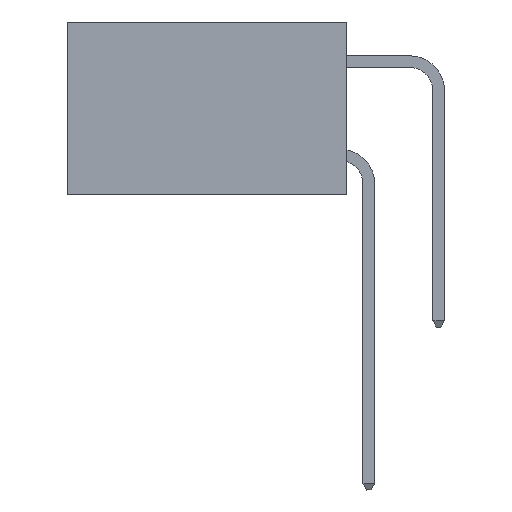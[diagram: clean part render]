
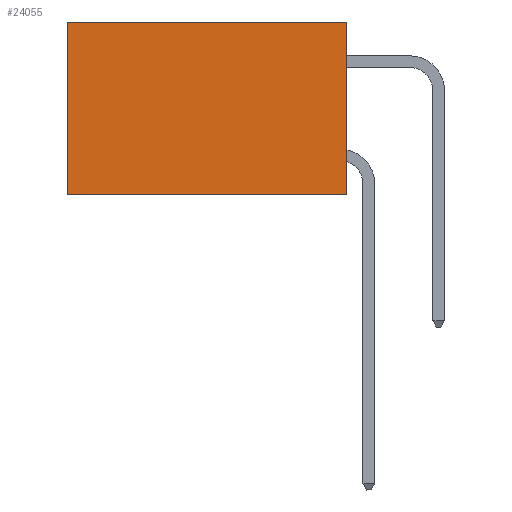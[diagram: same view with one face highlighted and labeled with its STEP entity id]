
A CAD part, left-side view. The second image highlights one B-rep face of the part: STEP entity #24055.
In plain terms, the highlighted planar face has unit normal (-1, 0, 0).
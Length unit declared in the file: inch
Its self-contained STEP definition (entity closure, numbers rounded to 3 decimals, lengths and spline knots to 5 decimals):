
#1083 = VERTEX_POINT ( 'NONE', #29406 ) ;
#3729 = CARTESIAN_POINT ( 'NONE',  ( 0.2875, 0.6, 0. ) ) ;
#3835 = DIRECTION ( 'NONE',  ( 0., 0., -1. ) ) ;
#4425 = LINE ( 'NONE', #21170, #29079 ) ;
#4488 = DIRECTION ( 'NONE',  ( 0., 0., -1. ) ) ;
#4959 = VECTOR ( 'NONE', #4488, 39.37008 ) ;
#5711 = VERTEX_POINT ( 'NONE', #23687 ) ;
#6873 = EDGE_CURVE ( 'NONE', #10497, #1083, #4425, .T. ) ;
#7387 = DIRECTION ( 'NONE',  ( 0., 1., 0. ) ) ;
#8950 = ORIENTED_EDGE ( 'NONE', *, *, #6873, .T. ) ;
#10497 = VERTEX_POINT ( 'NONE', #3729 ) ;
#10881 = VECTOR ( 'NONE', #16129, 39.37008 ) ;
#12203 = CARTESIAN_POINT ( 'NONE',  ( 0.2875, 0., 0. ) ) ;
#12870 = FACE_OUTER_BOUND ( 'NONE', #19947, .T. ) ;
#13654 = CARTESIAN_POINT ( 'NONE',  ( 0.2875, 0., 0. ) ) ;
#14219 = LINE ( 'NONE', #24682, #14992 ) ;
#14693 = DIRECTION ( 'NONE',  ( 1., 0., 0. ) ) ;
#14992 = VECTOR ( 'NONE', #7387, 39.37008 ) ;
#15952 = CARTESIAN_POINT ( 'NONE',  ( 0.2875, 0., 0. ) ) ;
#16129 = DIRECTION ( 'NONE',  ( 0., 1., 0. ) ) ;
#19476 = EDGE_CURVE ( 'NONE', #27050, #10497, #23977, .T. ) ;
#19947 = EDGE_LOOP ( 'NONE', ( #8950, #29147, #28416, #20271 ) ) ;
#20271 = ORIENTED_EDGE ( 'NONE', *, *, #19476, .T. ) ;
#21170 = CARTESIAN_POINT ( 'NONE',  ( 0.2875, 0.6, 0. ) ) ;
#21274 = AXIS2_PLACEMENT_3D ( 'NONE', #12203, #14693, #31705 ) ;
#21854 = CARTESIAN_POINT ( 'NONE',  ( 0.2875, 0., 0. ) ) ;
#21901 = EDGE_CURVE ( 'NONE', #5711, #1083, #14219, .T. ) ;
#23687 = CARTESIAN_POINT ( 'NONE',  ( 0.2875, 0., -0.37 ) ) ;
#23977 = LINE ( 'NONE', #13654, #10881 ) ;
#24055 = ADVANCED_FACE ( 'NONE', ( #12870 ), #29317, .F. ) ;
#24682 = CARTESIAN_POINT ( 'NONE',  ( 0.2875, 0., -0.37 ) ) ;
#25282 = EDGE_CURVE ( 'NONE', #27050, #5711, #29608, .T. ) ;
#27050 = VERTEX_POINT ( 'NONE', #15952 ) ;
#28416 = ORIENTED_EDGE ( 'NONE', *, *, #25282, .F. ) ;
#29079 = VECTOR ( 'NONE', #3835, 39.37008 ) ;
#29147 = ORIENTED_EDGE ( 'NONE', *, *, #21901, .F. ) ;
#29317 = PLANE ( 'NONE',  #21274 ) ;
#29406 = CARTESIAN_POINT ( 'NONE',  ( 0.2875, 0.6, -0.37 ) ) ;
#29608 = LINE ( 'NONE', #21854, #4959 ) ;
#31705 = DIRECTION ( 'NONE',  ( 0., 0., -1. ) ) ;
